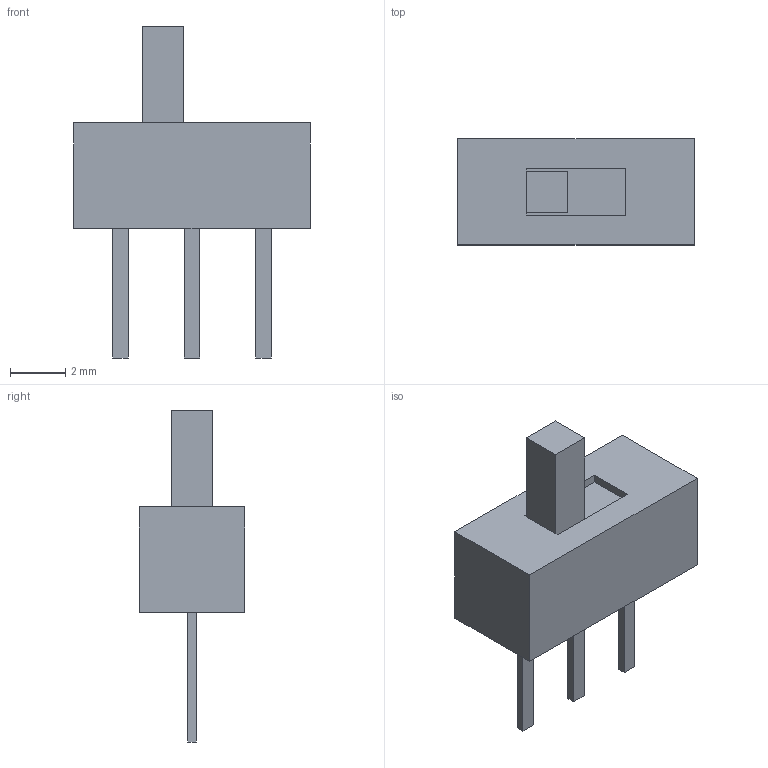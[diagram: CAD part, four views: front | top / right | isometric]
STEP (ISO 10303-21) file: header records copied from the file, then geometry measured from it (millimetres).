
FILE_DESCRIPTION(/* description */ (''),/* implementation_level */ '2;1');
FILE_NAME(/* name */ 'SS12D00G4 1P2T Straight.step',/* time_stamp */ '2017-06-15T23:53:04+02:00',/* author */ (''),/* organization */ (''),/* preprocessor_version */ 'ST-DEVELOPER v16.13',/* originating_system */ 'Autodesk Translation Framework v6.1.1.50',/* authorisation */ '');
FILE_SCHEMA (('AUTOMOTIVE_DESIGN { 1 0 10303 214 3 1 1 }'));
Length unit declared in the file: millimetre
Products named in the file (1): SS12D00G4 1P2T v2
Bounding box: 8.61 x 3.85 x 12.07 mm (x, y, z)
Volume: 136.7 mm3; surface area: 211.4 mm2
Topology: 1 solids, 1 shells, 32 faces, 76 edges, 50 vertices
Faces by surface type: plane 32
Entity records: 952 total; most frequent: CARTESIAN_POINT 159, ORIENTED_EDGE 152, DIRECTION 142, LINE 76, VECTOR 76, EDGE_CURVE 76, VERTEX_POINT 50, EDGE_LOOP 36
